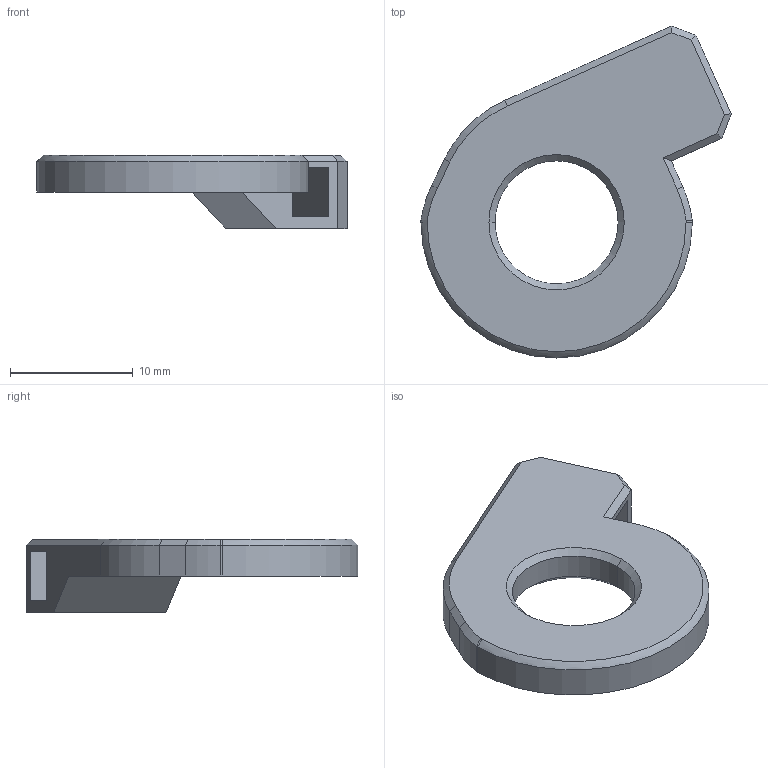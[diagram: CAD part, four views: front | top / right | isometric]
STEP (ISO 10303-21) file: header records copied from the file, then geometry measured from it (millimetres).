
FILE_DESCRIPTION (( 'STEP AP203' ), '1' );
FILE_NAME ('eyelid-idler-l.step', '2015-08-11T12:55:52', ( 'Cesar' ), ( '' ), 'SwSTEP 2.0', 'SolidWorks 2013', '' );
FILE_SCHEMA (( 'CONFIG_CONTROL_DESIGN' ));
Length unit declared in the file: millimetre
Products named in the file (1): eyelid-idler-l
Bounding box: 25.22 x 26.99 x 6 mm (x, y, z)
Volume: 1220.3 mm3; surface area: 1258.4 mm2
Topology: 1 solids, 1 shells, 48 faces, 117 edges, 72 vertices
Faces by surface type: plane 30, cylinder 8, cone 7, torus 3
Entity records: 1473 total; most frequent: CARTESIAN_POINT 244, DIRECTION 242, ORIENTED_EDGE 234, EDGE_CURVE 117, VECTOR 86, LINE 86, AXIS2_PLACEMENT_3D 78, VERTEX_POINT 72
